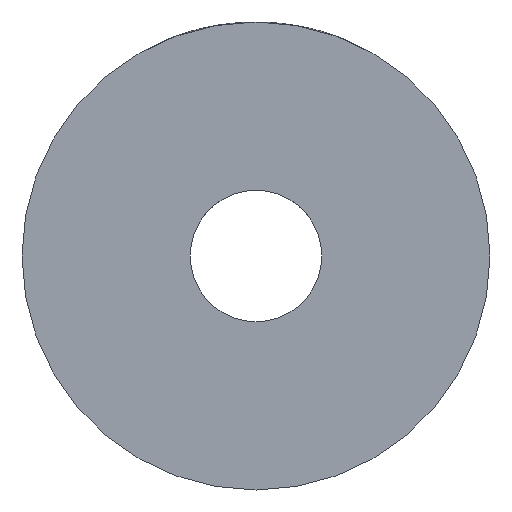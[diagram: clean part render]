
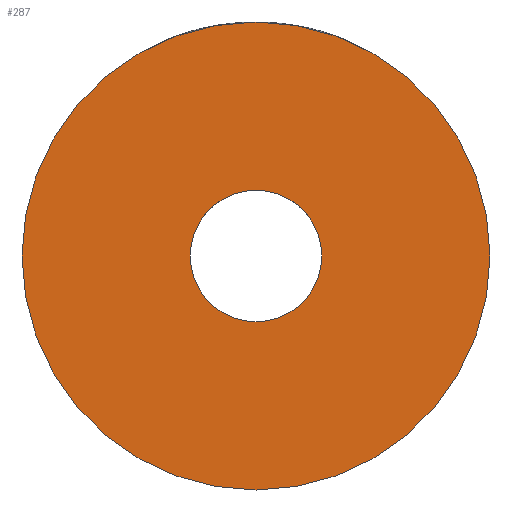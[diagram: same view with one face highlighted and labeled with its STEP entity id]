
A CAD part, front view. The second image highlights one B-rep face of the part: STEP entity #287.
In plain terms, the highlighted planar face has unit normal (0, -1, 0).
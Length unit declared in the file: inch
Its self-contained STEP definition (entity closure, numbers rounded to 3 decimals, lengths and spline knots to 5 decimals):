
#51 = DIRECTION ( 'NONE',  ( 0., 0., 1. ) ) ;
#55 = DIRECTION ( 'NONE',  ( 0., 1., 0. ) ) ;
#56 = CARTESIAN_POINT ( 'NONE',  ( 0., 0., 0. ) ) ;
#116 = CIRCLE ( 'NONE', #278, 0.21 ) ;
#180 = CARTESIAN_POINT ( 'NONE',  ( 0., 0., -0.05906 ) ) ;
#183 = CARTESIAN_POINT ( 'NONE',  ( 0., 0., -0.21 ) ) ;
#200 = CIRCLE ( 'NONE', #298, 0.05906 ) ;
#248 = DIRECTION ( 'NONE',  ( 0., 1., 0. ) ) ;
#251 = CIRCLE ( 'NONE', #348, 0.21 ) ;
#278 = AXIS2_PLACEMENT_3D ( 'NONE', #56, #55, #51 ) ;
#280 = DIRECTION ( 'NONE',  ( 0., 0., -1. ) ) ;
#284 = DIRECTION ( 'NONE',  ( 0., -1., 0. ) ) ;
#286 = CARTESIAN_POINT ( 'NONE',  ( 0., 0., 0. ) ) ;
#287 = ADVANCED_FACE ( 'NONE', ( #333, #339 ), #669, .F. ) ;
#298 = AXIS2_PLACEMENT_3D ( 'NONE', #286, #284, #280 ) ;
#312 = CIRCLE ( 'NONE', #417, 0.05906 ) ;
#333 = FACE_BOUND ( 'NONE', #476, .T. ) ;
#339 = FACE_OUTER_BOUND ( 'NONE', #496, .T. ) ;
#347 = CARTESIAN_POINT ( 'NONE',  ( 0., 0., 0.05906 ) ) ;
#348 = AXIS2_PLACEMENT_3D ( 'NONE', #513, #424, #670 ) ;
#393 = CARTESIAN_POINT ( 'NONE',  ( 0., 0., 0. ) ) ;
#399 = VERTEX_POINT ( 'NONE', #641 ) ;
#403 = ORIENTED_EDGE ( 'NONE', *, *, #493, .F. ) ;
#417 = AXIS2_PLACEMENT_3D ( 'NONE', #393, #494, #744 ) ;
#424 = DIRECTION ( 'NONE',  ( 0., 1., 0. ) ) ;
#432 = AXIS2_PLACEMENT_3D ( 'NONE', #666, #248, #683 ) ;
#453 = VERTEX_POINT ( 'NONE', #347 ) ;
#476 = EDGE_LOOP ( 'NONE', ( #564, #403 ) ) ;
#493 = EDGE_CURVE ( 'NONE', #696, #453, #312, .T. ) ;
#494 = DIRECTION ( 'NONE',  ( 0., -1., 0. ) ) ;
#496 = EDGE_LOOP ( 'NONE', ( #604, #639 ) ) ;
#513 = CARTESIAN_POINT ( 'NONE',  ( 0., 0., 0. ) ) ;
#541 = EDGE_CURVE ( 'NONE', #399, #714, #251, .T. ) ;
#564 = ORIENTED_EDGE ( 'NONE', *, *, #619, .F. ) ;
#604 = ORIENTED_EDGE ( 'NONE', *, *, #800, .F. ) ;
#619 = EDGE_CURVE ( 'NONE', #453, #696, #200, .T. ) ;
#639 = ORIENTED_EDGE ( 'NONE', *, *, #541, .F. ) ;
#641 = CARTESIAN_POINT ( 'NONE',  ( 0., 0., 0.21 ) ) ;
#666 = CARTESIAN_POINT ( 'NONE',  ( 0., 0., 0. ) ) ;
#669 = PLANE ( 'NONE',  #432 ) ;
#670 = DIRECTION ( 'NONE',  ( 0., 0., 1. ) ) ;
#683 = DIRECTION ( 'NONE',  ( 0., 0., 1. ) ) ;
#696 = VERTEX_POINT ( 'NONE', #180 ) ;
#714 = VERTEX_POINT ( 'NONE', #183 ) ;
#744 = DIRECTION ( 'NONE',  ( 0., 0., -1. ) ) ;
#800 = EDGE_CURVE ( 'NONE', #714, #399, #116, .T. ) ;
